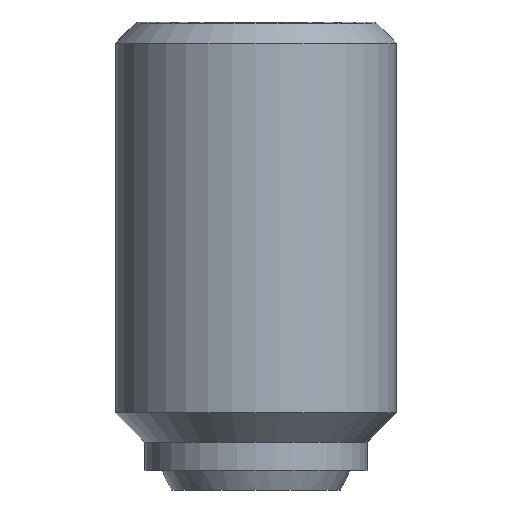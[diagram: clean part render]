
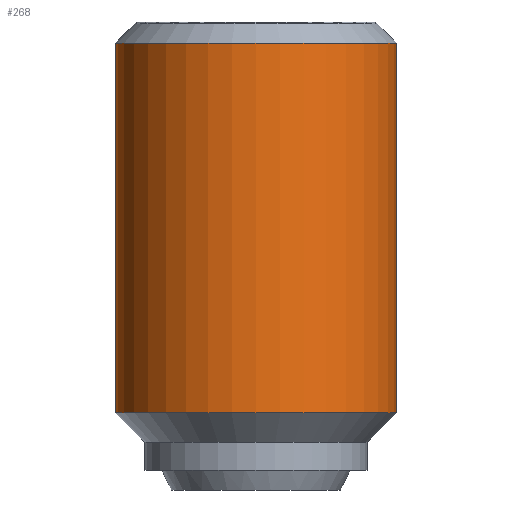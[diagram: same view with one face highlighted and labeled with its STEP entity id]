
A CAD part, front view. The second image highlights one B-rep face of the part: STEP entity #268.
In plain terms, the highlighted cylindrical face has radius 6 mm (diameter 12 mm), a partial arc.
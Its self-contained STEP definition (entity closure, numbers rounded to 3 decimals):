
#146=VERTEX_POINT('',#372);
#154=EDGE_CURVE('',#274,#146,#380,.T.);
#158=EDGE_CURVE('',#196,#146,#385,.T.);
#172=EDGE_CURVE('',#330,#274,#401,.T.);
#196=VERTEX_POINT('',#428);
#216=EDGE_CURVE('',#196,#330,#451,.T.);
#268=ADVANCED_FACE('',(#510),#511,.T.);
#274=VERTEX_POINT('',#518);
#330=VERTEX_POINT('',#578);
#372=CARTESIAN_POINT('',(6.0,0.,-16.7));
#380=LINE('',#624,#625);
#385=CIRCLE('',#631,6.);
#401=CIRCLE('',#651,6.);
#428=CARTESIAN_POINT('',(-6.,0.,-16.7));
#451=LINE('',#742,#743);
#510=FACE_OUTER_BOUND('',#836,.T.);
#511=CYLINDRICAL_SURFACE('',#837,6.);
#518=CARTESIAN_POINT('',(6.0,0.,-0.9));
#578=CARTESIAN_POINT('',(-6.,0.,-0.9));
#624=CARTESIAN_POINT('',(6.0,0.,-8.8));
#625=VECTOR('',#970,1.0);
#631=AXIS2_PLACEMENT_3D('',#977,#978,#979);
#651=AXIS2_PLACEMENT_3D('',#1005,#1006,#1007);
#742=CARTESIAN_POINT('',(-6.,0.,-8.8));
#743=VECTOR('',#1072,1.0);
#836=EDGE_LOOP('',(#1144,#1145,#1146,#1147));
#837=AXIS2_PLACEMENT_3D('',#1148,#1149,#1150);
#970=DIRECTION('',(-0.0,-0.0,-1.0));
#977=CARTESIAN_POINT('',(0.,0.,-16.7));
#978=DIRECTION('',(0.0,0.0,1.0));
#979=DIRECTION('',(-1.0,0.,0.0));
#1005=CARTESIAN_POINT('',(0.,0.,-0.9));
#1006=DIRECTION('',(0.0,0.0,1.0));
#1007=DIRECTION('',(-1.0,0.,0.0));
#1072=DIRECTION('',(0.0,0.0,1.0));
#1144=ORIENTED_EDGE('',*,*,#216,.F.);
#1145=ORIENTED_EDGE('',*,*,#158,.T.);
#1146=ORIENTED_EDGE('',*,*,#154,.F.);
#1147=ORIENTED_EDGE('',*,*,#172,.F.);
#1148=CARTESIAN_POINT('',(0.,0.,-8.8));
#1149=DIRECTION('',(-0.0,-0.0,-1.0));
#1150=DIRECTION('',(-1.0,0.,0.0));
